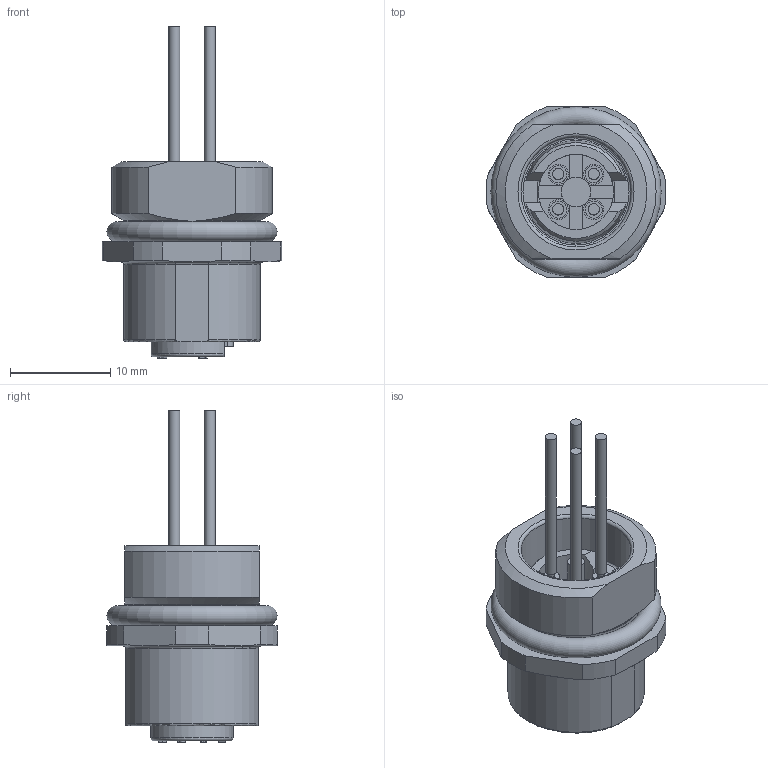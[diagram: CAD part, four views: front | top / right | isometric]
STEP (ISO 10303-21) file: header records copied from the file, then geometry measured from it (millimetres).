
FILE_DESCRIPTION(/* description */ (''),/* implementation_level */ '2;1');
FILE_NAME(/* name */ '09-4432-700-04_bg.stp',/* time_stamp */ '2010-06-21T09:54:59+02:00',/* author */ (''),/* organization */ (''),/* preprocessor_version */ 'ST-DEVELOPER v11',/* originating_system */ 'UGS - NX 5.0',/* authorisation */ '');
FILE_SCHEMA (('CONFIG_CONTROL_DESIGN'));
Length unit declared in the file: millimetre
Products named in the file (1): kborE725cqpq
Bounding box: 17.96 x 17 x 33.15 mm (x, y, z)
Volume: 2432.4 mm3; surface area: 3054.2 mm2
Topology: 3 solids, 3 shells, 286 faces, 744 edges, 491 vertices
Faces by surface type: plane 137, extrusion 61, cylinder 45, cone 24, torus 11, bspline 8
Full cylindrical faces by diameter (mm): 0.65 x4, 1.1 x9, 1.7 x4, 2 x4, 2.95 x1, 7.5 x1, 8.2 x1, 10.917 x1, 11 x1, 12.2 x1, 13.3 x1
Entity records: 9114 total; most frequent: CARTESIAN_POINT 2627, ORIENTED_EDGE 1324, DIRECTION 1160, EDGE_CURVE 662, VERTEX_POINT 463, AXIS2_PLACEMENT_3D 405, EDGE_LOOP 361, VECTOR 350
